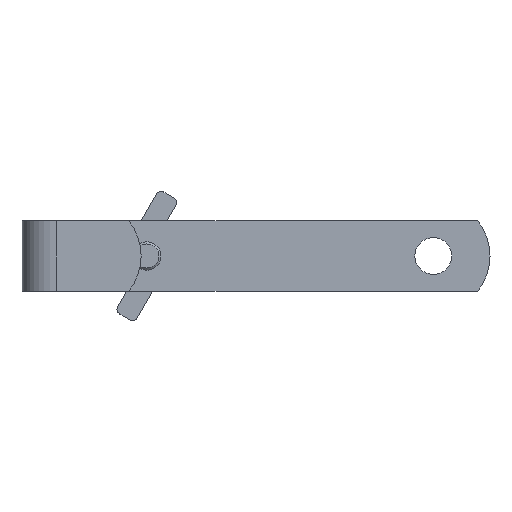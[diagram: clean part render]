
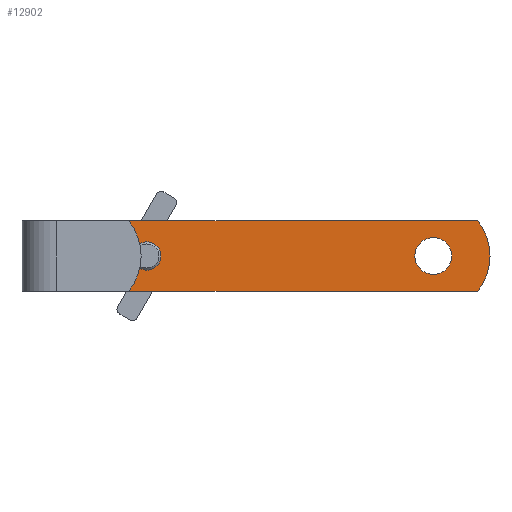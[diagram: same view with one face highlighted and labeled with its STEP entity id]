
A CAD part, left-side view. The second image highlights one B-rep face of the part: STEP entity #12902.
In plain terms, the highlighted planar face has unit normal (-1, 0, 0).
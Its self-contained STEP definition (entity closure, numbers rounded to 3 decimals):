
#5 = AXIS2_PLACEMENT_3D ( 'NONE', #497, #15309, #6601 ) ;
#386 = CIRCLE ( 'NONE', #2828, 6.5 ) ;
#430 = DIRECTION ( 'NONE',  ( 0., 1., 0. ) ) ;
#437 = CARTESIAN_POINT ( 'NONE',  ( 29., -115., 0. ) ) ;
#497 = CARTESIAN_POINT ( 'NONE',  ( 29., -14., 0. ) ) ;
#543 = FACE_BOUND ( 'NONE', #7005, .T. ) ;
#678 = AXIS2_PLACEMENT_3D ( 'NONE', #13494, #9884, #3765 ) ;
#1968 = CARTESIAN_POINT ( 'NONE',  ( 29., -130.612, 12.5 ) ) ;
#2169 = CARTESIAN_POINT ( 'NONE',  ( 29., -9.75, 0. ) ) ;
#2450 = ORIENTED_EDGE ( 'NONE', *, *, #12190, .F. ) ;
#2518 = VECTOR ( 'NONE', #4924, 1000. ) ;
#2762 = EDGE_LOOP ( 'NONE', ( #7096, #14233 ) ) ;
#2828 = AXIS2_PLACEMENT_3D ( 'NONE', #437, #12623, #11477 ) ;
#3092 = AXIS2_PLACEMENT_3D ( 'NONE', #15439, #4285, #13012 ) ;
#3259 = CARTESIAN_POINT ( 'NONE',  ( 29., -115., 0. ) ) ;
#3265 = CIRCLE ( 'NONE', #678, 4.25 ) ;
#3344 = VERTEX_POINT ( 'NONE', #3720 ) ;
#3620 = VERTEX_POINT ( 'NONE', #14609 ) ;
#3715 = CARTESIAN_POINT ( 'NONE',  ( 29., 4., 12.5 ) ) ;
#3720 = CARTESIAN_POINT ( 'NONE',  ( 29., -108.5, 0. ) ) ;
#3765 = DIRECTION ( 'NONE',  ( 0., -1., 0. ) ) ;
#4006 = FACE_BOUND ( 'NONE', #2762, .T. ) ;
#4124 = VERTEX_POINT ( 'NONE', #2169 ) ;
#4285 = DIRECTION ( 'NONE',  ( -1., 0., 0. ) ) ;
#4307 = EDGE_CURVE ( 'NONE', #11129, #3344, #5027, .T. ) ;
#4875 = CARTESIAN_POINT ( 'NONE',  ( 29., 4., 12.5 ) ) ;
#4924 = DIRECTION ( 'NONE',  ( 0., 1., 0. ) ) ;
#5027 = CIRCLE ( 'NONE', #7781, 6.5 ) ;
#5156 = CIRCLE ( 'NONE', #8375, 20. ) ;
#5329 = LINE ( 'NONE', #3715, #11131 ) ;
#5577 = PLANE ( 'NONE',  #3092 ) ;
#5739 = EDGE_CURVE ( 'NONE', #11987, #3620, #15637, .T. ) ;
#5903 = VERTEX_POINT ( 'NONE', #15052 ) ;
#6601 = DIRECTION ( 'NONE',  ( 0., -1., 0. ) ) ;
#6944 = DIRECTION ( 'NONE',  ( 0., -1., 0. ) ) ;
#7005 = EDGE_LOOP ( 'NONE', ( #12746, #8329 ) ) ;
#7096 = ORIENTED_EDGE ( 'NONE', *, *, #8773, .T. ) ;
#7264 = VERTEX_POINT ( 'NONE', #13225 ) ;
#7398 = DIRECTION ( 'NONE',  ( -1., 0., 0. ) ) ;
#7612 = EDGE_CURVE ( 'NONE', #3344, #11129, #386, .T. ) ;
#7781 = AXIS2_PLACEMENT_3D ( 'NONE', #13551, #7398, #11014 ) ;
#7805 = CARTESIAN_POINT ( 'NONE',  ( 29., 4., -12.5 ) ) ;
#8087 = CARTESIAN_POINT ( 'NONE',  ( 29., -121.5, 0. ) ) ;
#8329 = ORIENTED_EDGE ( 'NONE', *, *, #7612, .F. ) ;
#8375 = AXIS2_PLACEMENT_3D ( 'NONE', #3259, #14318, #6944 ) ;
#8773 = EDGE_CURVE ( 'NONE', #4124, #11278, #3265, .T. ) ;
#9884 = DIRECTION ( 'NONE',  ( 1., 0., 0. ) ) ;
#10053 = CIRCLE ( 'NONE', #5, 4.25 ) ;
#11014 = DIRECTION ( 'NONE',  ( 0., -1., 0. ) ) ;
#11017 = EDGE_CURVE ( 'NONE', #11278, #4124, #10053, .T. ) ;
#11129 = VERTEX_POINT ( 'NONE', #8087 ) ;
#11131 = VECTOR ( 'NONE', #13592, 1000. ) ;
#11175 = VECTOR ( 'NONE', #430, 1000. ) ;
#11278 = VERTEX_POINT ( 'NONE', #14675 ) ;
#11477 = DIRECTION ( 'NONE',  ( 0., -1., 0. ) ) ;
#11987 = VERTEX_POINT ( 'NONE', #1968 ) ;
#12123 = FACE_OUTER_BOUND ( 'NONE', #15259, .T. ) ;
#12190 = EDGE_CURVE ( 'NONE', #7264, #5903, #14459, .T. ) ;
#12272 = ORIENTED_EDGE ( 'NONE', *, *, #12871, .F. ) ;
#12623 = DIRECTION ( 'NONE',  ( -1., 0., 0. ) ) ;
#12746 = ORIENTED_EDGE ( 'NONE', *, *, #4307, .F. ) ;
#12871 = EDGE_CURVE ( 'NONE', #11987, #7264, #5156, .T. ) ;
#12902 = ADVANCED_FACE ( 'NONE', ( #12123, #543, #4006 ), #5577, .T. ) ;
#13012 = DIRECTION ( 'NONE',  ( 0., -1., 0. ) ) ;
#13026 = ORIENTED_EDGE ( 'NONE', *, *, #14034, .T. ) ;
#13225 = CARTESIAN_POINT ( 'NONE',  ( 29., -130.612, -12.5 ) ) ;
#13494 = CARTESIAN_POINT ( 'NONE',  ( 29., -14., 0. ) ) ;
#13551 = CARTESIAN_POINT ( 'NONE',  ( 29., -115., 0. ) ) ;
#13592 = DIRECTION ( 'NONE',  ( 0., 0., -1. ) ) ;
#14034 = EDGE_CURVE ( 'NONE', #3620, #5903, #5329, .T. ) ;
#14233 = ORIENTED_EDGE ( 'NONE', *, *, #11017, .T. ) ;
#14318 = DIRECTION ( 'NONE',  ( 1., 0., 0. ) ) ;
#14459 = LINE ( 'NONE', #7805, #11175 ) ;
#14609 = CARTESIAN_POINT ( 'NONE',  ( 29., 4., 12.5 ) ) ;
#14675 = CARTESIAN_POINT ( 'NONE',  ( 29., -18.25, 0. ) ) ;
#14792 = ORIENTED_EDGE ( 'NONE', *, *, #5739, .T. ) ;
#15052 = CARTESIAN_POINT ( 'NONE',  ( 29., 4., -12.5 ) ) ;
#15259 = EDGE_LOOP ( 'NONE', ( #2450, #12272, #14792, #13026 ) ) ;
#15309 = DIRECTION ( 'NONE',  ( 1., 0., 0. ) ) ;
#15439 = CARTESIAN_POINT ( 'NONE',  ( 29., 4., 12.5 ) ) ;
#15637 = LINE ( 'NONE', #4875, #2518 ) ;
